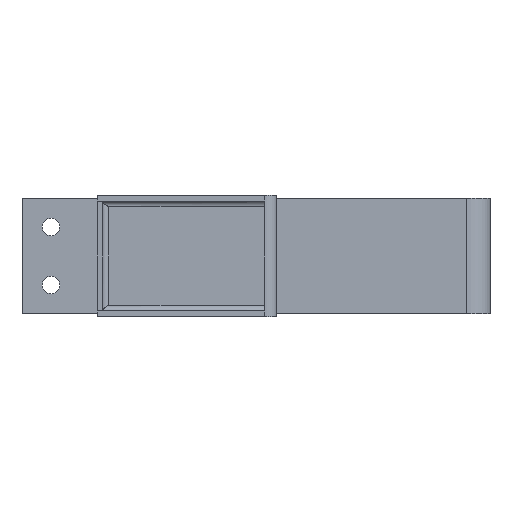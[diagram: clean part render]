
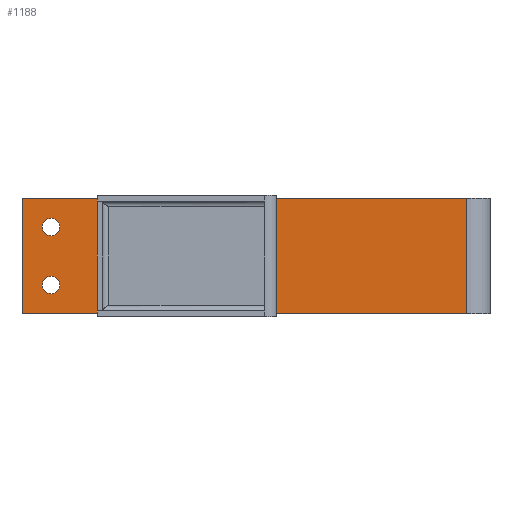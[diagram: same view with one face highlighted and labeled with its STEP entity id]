
A CAD part, front view. The second image highlights one B-rep face of the part: STEP entity #1188.
In plain terms, the highlighted planar face has unit normal (0, -1, 0).
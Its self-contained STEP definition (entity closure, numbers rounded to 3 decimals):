
#31 = CARTESIAN_POINT ( 'NONE',  ( 5., 0., 6.5 ) ) ;
#39 = EDGE_CURVE ( 'NONE', #387, #2045, #144, .T. ) ;
#121 = DIRECTION ( 'NONE',  ( 0., 0., 1. ) ) ;
#144 = CIRCLE ( 'NONE', #1510, 1.5 ) ;
#191 = VERTEX_POINT ( 'NONE', #926 ) ;
#213 = PLANE ( 'NONE',  #1808 ) ;
#304 = DIRECTION ( 'NONE',  ( 0., -1., 0. ) ) ;
#387 = VERTEX_POINT ( 'NONE', #2605 ) ;
#419 = CARTESIAN_POINT ( 'NONE',  ( 5., 0., -5. ) ) ;
#500 = LINE ( 'NONE', #2710, #2484 ) ;
#516 = CARTESIAN_POINT ( 'NONE',  ( 0., 0., 10. ) ) ;
#562 = LINE ( 'NONE', #1428, #2268 ) ;
#578 = CARTESIAN_POINT ( 'NONE',  ( 5., 0., -6.5 ) ) ;
#610 = DIRECTION ( 'NONE',  ( 0., -1., 0. ) ) ;
#615 = DIRECTION ( 'NONE',  ( 0., 0., 1. ) ) ;
#724 = VERTEX_POINT ( 'NONE', #516 ) ;
#761 = ORIENTED_EDGE ( 'NONE', *, *, #889, .F. ) ;
#787 = DIRECTION ( 'NONE',  ( 0., 0., 1. ) ) ;
#807 = CARTESIAN_POINT ( 'NONE',  ( 5., 0., -5. ) ) ;
#860 = DIRECTION ( 'NONE',  ( 0., 0., 1. ) ) ;
#889 = EDGE_CURVE ( 'NONE', #724, #1174, #1028, .T. ) ;
#915 = CIRCLE ( 'NONE', #2528, 1.5 ) ;
#924 = EDGE_LOOP ( 'NONE', ( #2005, #1629 ) ) ;
#926 = CARTESIAN_POINT ( 'NONE',  ( 77., 0., -10. ) ) ;
#930 = LINE ( 'NONE', #1184, #2102 ) ;
#932 = EDGE_CURVE ( 'NONE', #2045, #387, #1814, .T. ) ;
#1028 = LINE ( 'NONE', #1245, #1488 ) ;
#1046 = AXIS2_PLACEMENT_3D ( 'NONE', #1466, #304, #787 ) ;
#1174 = VERTEX_POINT ( 'NONE', #1578 ) ;
#1184 = CARTESIAN_POINT ( 'NONE',  ( 77., 0., 10. ) ) ;
#1188 = ADVANCED_FACE ( 'NONE', ( #1773, #2226, #2300 ), #213, .F. ) ;
#1245 = CARTESIAN_POINT ( 'NONE',  ( 0., 0., 10. ) ) ;
#1258 = EDGE_CURVE ( 'NONE', #724, #2071, #562, .T. ) ;
#1281 = CIRCLE ( 'NONE', #1046, 1.5 ) ;
#1295 = ORIENTED_EDGE ( 'NONE', *, *, #1258, .T. ) ;
#1355 = DIRECTION ( 'NONE',  ( 1., 0., 0. ) ) ;
#1399 = EDGE_LOOP ( 'NONE', ( #1470, #2792 ) ) ;
#1428 = CARTESIAN_POINT ( 'NONE',  ( 0., 0., 10. ) ) ;
#1466 = CARTESIAN_POINT ( 'NONE',  ( 5., 0., 5. ) ) ;
#1470 = ORIENTED_EDGE ( 'NONE', *, *, #39, .F. ) ;
#1475 = DIRECTION ( 'NONE',  ( 0., -1., 0. ) ) ;
#1476 = ORIENTED_EDGE ( 'NONE', *, *, #2319, .T. ) ;
#1488 = VECTOR ( 'NONE', #2369, 1000. ) ;
#1510 = AXIS2_PLACEMENT_3D ( 'NONE', #419, #610, #1996 ) ;
#1519 = CARTESIAN_POINT ( 'NONE',  ( 0., 0., -10. ) ) ;
#1578 = CARTESIAN_POINT ( 'NONE',  ( 77., 0., 10. ) ) ;
#1629 = ORIENTED_EDGE ( 'NONE', *, *, #2143, .F. ) ;
#1772 = CARTESIAN_POINT ( 'NONE',  ( 5., 0., 5. ) ) ;
#1773 = FACE_BOUND ( 'NONE', #1399, .T. ) ;
#1808 = AXIS2_PLACEMENT_3D ( 'NONE', #2237, #2465, #860 ) ;
#1814 = CIRCLE ( 'NONE', #2603, 1.5 ) ;
#1830 = DIRECTION ( 'NONE',  ( 0., 0., -1. ) ) ;
#1856 = DIRECTION ( 'NONE',  ( 0., 0., -1. ) ) ;
#1996 = DIRECTION ( 'NONE',  ( 0., 0., 1. ) ) ;
#2002 = DIRECTION ( 'NONE',  ( 0., -1., 0. ) ) ;
#2005 = ORIENTED_EDGE ( 'NONE', *, *, #2608, .F. ) ;
#2045 = VERTEX_POINT ( 'NONE', #578 ) ;
#2071 = VERTEX_POINT ( 'NONE', #1519 ) ;
#2102 = VECTOR ( 'NONE', #1856, 1000. ) ;
#2143 = EDGE_CURVE ( 'NONE', #2822, #2390, #915, .T. ) ;
#2226 = FACE_BOUND ( 'NONE', #924, .T. ) ;
#2237 = CARTESIAN_POINT ( 'NONE',  ( 0., 0., 10. ) ) ;
#2268 = VECTOR ( 'NONE', #1830, 1000. ) ;
#2300 = FACE_OUTER_BOUND ( 'NONE', #2922, .T. ) ;
#2319 = EDGE_CURVE ( 'NONE', #2071, #191, #500, .T. ) ;
#2369 = DIRECTION ( 'NONE',  ( 1., 0., 0. ) ) ;
#2390 = VERTEX_POINT ( 'NONE', #31 ) ;
#2424 = EDGE_CURVE ( 'NONE', #1174, #191, #930, .T. ) ;
#2465 = DIRECTION ( 'NONE',  ( 0., 1., 0. ) ) ;
#2484 = VECTOR ( 'NONE', #1355, 1000. ) ;
#2528 = AXIS2_PLACEMENT_3D ( 'NONE', #1772, #2002, #615 ) ;
#2603 = AXIS2_PLACEMENT_3D ( 'NONE', #807, #1475, #121 ) ;
#2605 = CARTESIAN_POINT ( 'NONE',  ( 5., 0., -3.5 ) ) ;
#2608 = EDGE_CURVE ( 'NONE', #2390, #2822, #1281, .T. ) ;
#2670 = CARTESIAN_POINT ( 'NONE',  ( 5., 0., 3.5 ) ) ;
#2710 = CARTESIAN_POINT ( 'NONE',  ( 0., 0., -10. ) ) ;
#2792 = ORIENTED_EDGE ( 'NONE', *, *, #932, .F. ) ;
#2816 = ORIENTED_EDGE ( 'NONE', *, *, #2424, .F. ) ;
#2822 = VERTEX_POINT ( 'NONE', #2670 ) ;
#2922 = EDGE_LOOP ( 'NONE', ( #1476, #2816, #761, #1295 ) ) ;
